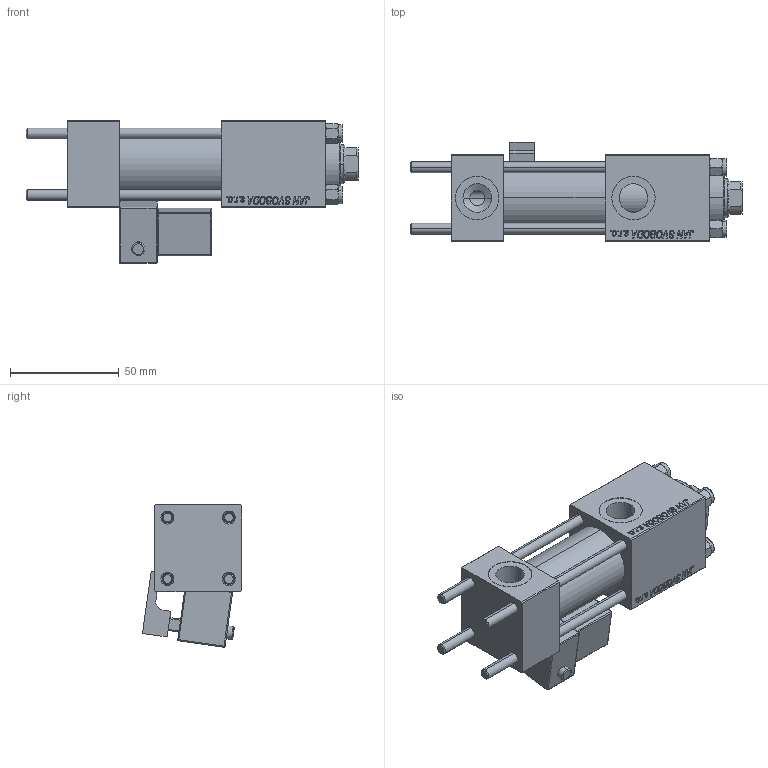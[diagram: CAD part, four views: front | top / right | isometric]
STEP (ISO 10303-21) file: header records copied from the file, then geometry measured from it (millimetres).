
FILE_DESCRIPTION (( 'STEP AP203' ), '1' );
FILE_NAME ('d2e3.STEP', '2023-08-22T19:11:23', ( '' ), ( '' ), 'SwSTEP 2.0', 'SolidWorks 2019', '' );
FILE_SCHEMA (( 'CONFIG_CONTROL_DESIGN' ));
Length unit declared in the file: millimetre
Products named in the file (7): V215_VC_A 7ec467aa3a375d7ef912d86ae475173c; V215CR_MSU 7ec467aa3a375d7ef912d86ae475173c; V215CR_VCP 7ec467aa3a375d7ef912d86ae475173c; CR025_012_A_0_G_A_G_M_020_+#_##_TYCINKA 7ec467aa3a375d7ef912d86ae475173c; V215CR_BODY_A 7ec467aa3a375d7ef912d86ae475173c; d2e3; NUT_M5 7ec467aa3a375d7ef912d86ae475173c
Assembly tree (12 placements, depth 2):
  d2e3
    V215CR_BODY_A 7ec467aa3a375d7ef912d86ae475173c
    CR025_012_A_0_G_A_G_M_020_+#_##_TYCINKA 7ec467aa3a375d7ef912d86ae475173c  x4
    NUT_M5 7ec467aa3a375d7ef912d86ae475173c  x4
    V215CR_VCP 7ec467aa3a375d7ef912d86ae475173c
    V215_VC_A 7ec467aa3a375d7ef912d86ae475173c
    V215CR_MSU 7ec467aa3a375d7ef912d86ae475173c
Bounding box: 153 x 45.69 x 65.59 mm (x, y, z)
Volume: 172714 mm3; surface area: 67126.1 mm2
Topology: 12 solids, 12 shells, 1207 faces, 3030 edges, 1945 vertices
Faces by surface type: plane 547, bspline 392, cone 136, cylinder 106, torus 14, sphere 12
Entity records: 51987 total; most frequent: CARTESIAN_POINT 27376, ORIENTED_EDGE 5528, DIRECTION 3608, EDGE_CURVE 2764, VERTEX_POINT 1801, VECTOR 1686, LINE 1686, EDGE_LOOP 1217
